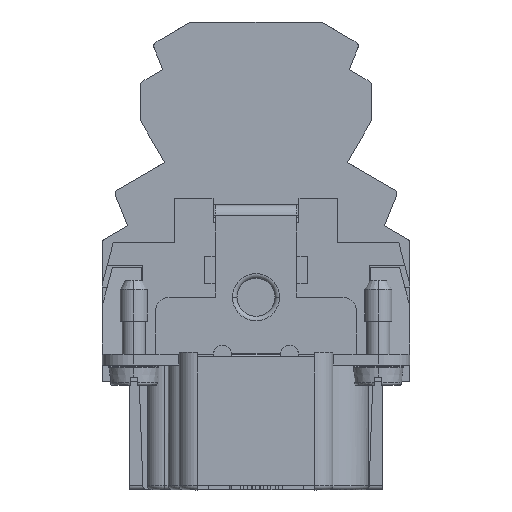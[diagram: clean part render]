
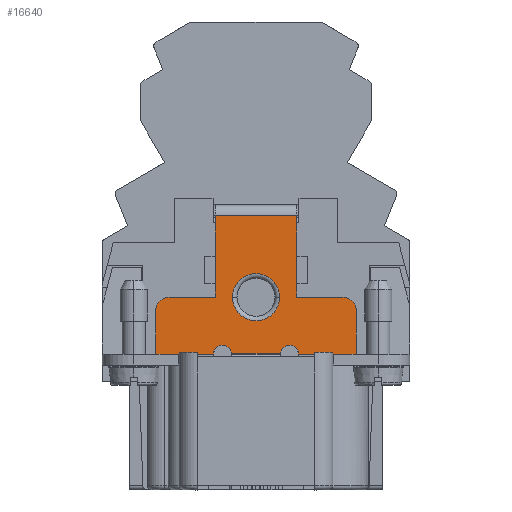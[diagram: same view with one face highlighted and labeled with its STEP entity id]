
A CAD part, left-side view. The second image highlights one B-rep face of the part: STEP entity #16640.
In plain terms, the highlighted planar face has unit normal (-1, 0, 0).
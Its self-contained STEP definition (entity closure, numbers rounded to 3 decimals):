
#120=CARTESIAN_POINT('',(-4.462,34.399,-23.));
#130=VERTEX_POINT('',#120);
#280=CARTESIAN_POINT('',(-4.462,39.499,-23.));
#290=VERTEX_POINT('',#280);
#320=CARTESIAN_POINT('',(-4.462,0.,-23.));
#330=DIRECTION('',(0.,1.,0.));
#340=VECTOR('',#330,1.);
#350=LINE('',#320,#340);
#360=EDGE_CURVE('',#130,#290,#350,.T.);
#4570=CARTESIAN_POINT('',(-4.462,39.299,-16.7));
#4580=VERTEX_POINT('',#4570);
#4610=CARTESIAN_POINT('',(-4.462,40.299,-16.7));
#4620=DIRECTION('',(-1.,0.,0.));
#4630=DIRECTION('',(0.,1.,0.));
#4640=AXIS2_PLACEMENT_3D('',#4610,#4620,#4630);
#4650=CIRCLE('',#4640,1.);
#4660=CARTESIAN_POINT('',(-4.462,41.298,
-16.754));
#4670=VERTEX_POINT('',#4660);
#4680=EDGE_CURVE('',#4670,#4580,#4650,.T.);
#5840=CARTESIAN_POINT('',(-4.462,48.499,-23.));
#5850=VERTEX_POINT('',#5840);
#5880=CARTESIAN_POINT('',(-4.462,48.499,0.));
#5890=DIRECTION('',(0.,0.,1.));
#5900=VECTOR('',#5890,1.);
#5910=LINE('',#5880,#5900);
#5920=CARTESIAN_POINT('',(-4.462,48.499,-24.5));
#5930=VERTEX_POINT('',#5920);
#5940=EDGE_CURVE('',#5930,#5850,#5910,.T.);
#6290=CARTESIAN_POINT('',(-4.462,48.499,0.));
#6300=DIRECTION('',(0.,0.,-1.));
#6310=VECTOR('',#6300,1.);
#6320=LINE('',#6290,#6310);
#6330=CARTESIAN_POINT('',(-4.462,48.499,-27.5));
#6340=VERTEX_POINT('',#6330);
#6350=EDGE_CURVE('',#5930,#6340,#6320,.T.);
#7340=CARTESIAN_POINT('',(-4.462,39.499,0.));
#7350=DIRECTION('',(0.,0.,-1.));
#7360=VECTOR('',#7350,1.);
#7370=LINE('',#7340,#7360);
#7380=CARTESIAN_POINT('',(-4.462,39.499,-24.5));
#7390=VERTEX_POINT('',#7380);
#7400=EDGE_CURVE('',#290,#7390,#7370,.T.);
#8260=CARTESIAN_POINT('',(-4.462,39.499,-27.5));
#8270=VERTEX_POINT('',#8260);
#8300=CARTESIAN_POINT('',(-4.462,39.499,0.));
#8310=DIRECTION('',(0.,0.,-1.));
#8320=VECTOR('',#8310,1.);
#8330=LINE('',#8300,#8320);
#8340=EDGE_CURVE('',#7390,#8270,#8330,.T.);
#8510=CARTESIAN_POINT('',(-4.462,47.699,-16.7));
#8520=DIRECTION('',(-1.,0.,0.));
#8530=DIRECTION('',(0.,1.,0.));
#8540=AXIS2_PLACEMENT_3D('',#8510,#8520,#8530);
#8550=CIRCLE('',#8540,1.);
#8560=CARTESIAN_POINT('',(-4.462,48.699,-16.7));
#8570=VERTEX_POINT('',#8560);
#8580=CARTESIAN_POINT('',(-4.462,46.701,
-16.754));
#8590=VERTEX_POINT('',#8580);
#8600=EDGE_CURVE('',#8570,#8590,#8550,.T.);
#10170=CARTESIAN_POINT('',(-4.462,48.499,-32.));
#10180=VERTEX_POINT('',#10170);
#10210=CARTESIAN_POINT('',(-4.462,0.,-32.));
#10220=DIRECTION('',(0.,1.,0.));
#10230=VECTOR('',#10220,1.);
#10240=LINE('',#10210,#10230);
#10250=CARTESIAN_POINT('',(-4.462,39.499,-32.));
#10260=VERTEX_POINT('',#10250);
#10270=EDGE_CURVE('',#10260,#10180,#10240,.T.);
#13270=EDGE_CURVE('',#8270,#10260,#7370,.T.);
#13490=EDGE_CURVE('',#10180,#6340,#5910,.T.);
#15720=CARTESIAN_POINT('',(-4.462,44.547,
-18.566));
#15730=DIRECTION('',(-1.,0.,0.));
#15740=DIRECTION('',(0.,1.,0.));
#15750=AXIS2_PLACEMENT_3D('',#15720,#15730,#15740);
#15760=PLANE('',#15750);
#15770=CARTESIAN_POINT('',(-4.462,43.999,-23.));
#15780=DIRECTION('',(-1.,0.,0.));
#15790=DIRECTION('',(0.,1.,0.));
#15800=AXIS2_PLACEMENT_3D('',#15770,#15780,#15790);
#15810=CIRCLE('',#15800,2.6);
#15820=CARTESIAN_POINT('',(-4.462,46.599,-23.));
#15830=VERTEX_POINT('',#15820);
#15840=CARTESIAN_POINT('',(-4.462,41.399,-23.));
#15850=VERTEX_POINT('',#15840);
#15860=EDGE_CURVE('',#15830,#15850,#15810,.T.);
#15870=ORIENTED_EDGE('',*,*,#15860,.F.);
#15880=EDGE_CURVE('',#15850,#15830,#15810,.T.);
#15890=ORIENTED_EDGE('',*,*,#15880,.F.);
#15900=EDGE_LOOP('',(#15890,#15870));
#15910=FACE_BOUND('',#15900,.T.);
#15920=CARTESIAN_POINT('',(-4.462,34.399,-21.5));
#15930=DIRECTION('',(1.,0.,0.));
#15940=DIRECTION('',(0.,-1.,0.));
#15950=AXIS2_PLACEMENT_3D('',#15920,#15930,#15940);
#15960=CIRCLE('',#15950,1.5);
#15970=CARTESIAN_POINT('',(-4.462,32.899,-21.5));
#15980=VERTEX_POINT('',#15970);
#15990=EDGE_CURVE('',#15980,#130,#15960,.T.);
#16000=ORIENTED_EDGE('',*,*,#15990,.F.);
#16010=ORIENTED_EDGE('',*,*,#360,.F.);
#16020=ORIENTED_EDGE('',*,*,#7400,.F.);
#16030=ORIENTED_EDGE('',*,*,#8340,.F.);
#16040=ORIENTED_EDGE('',*,*,#13270,.F.);
#16050=ORIENTED_EDGE('',*,*,#10270,.F.);
#16060=ORIENTED_EDGE('',*,*,#13490,.F.);
#16070=ORIENTED_EDGE('',*,*,#6350,.T.);
#16080=ORIENTED_EDGE('',*,*,#5940,.F.);
#16090=CARTESIAN_POINT('',(-4.462,0.,-23.));
#16100=DIRECTION('',(0.,1.,0.));
#16110=VECTOR('',#16100,1.);
#16120=LINE('',#16090,#16110);
#16130=CARTESIAN_POINT('',(-4.462,53.599,-23.));
#16140=VERTEX_POINT('',#16130);
#16150=EDGE_CURVE('',#5850,#16140,#16120,.T.);
#16160=ORIENTED_EDGE('',*,*,#16150,.F.);
#16170=CARTESIAN_POINT('',(-4.462,53.599,-21.5));
#16180=DIRECTION('',(1.,0.,0.));
#16190=DIRECTION('',(0.,-1.,0.));
#16200=AXIS2_PLACEMENT_3D('',#16170,#16180,#16190);
#16210=CIRCLE('',#16200,1.5);
#16220=CARTESIAN_POINT('',(-4.462,55.099,-21.5));
#16230=VERTEX_POINT('',#16220);
#16240=EDGE_CURVE('',#16140,#16230,#16210,.T.);
#16250=ORIENTED_EDGE('',*,*,#16240,.F.);
#16260=CARTESIAN_POINT('',(-4.462,55.099,0.));
#16270=DIRECTION('',(0.,0.,1.));
#16280=VECTOR('',#16270,1.);
#16290=LINE('',#16260,#16280);
#16300=CARTESIAN_POINT('',(-4.462,55.099,-16.7));
#16310=VERTEX_POINT('',#16300);
#16320=EDGE_CURVE('',#16230,#16310,#16290,.T.);
#16330=ORIENTED_EDGE('',*,*,#16320,.F.);
#16340=CARTESIAN_POINT('',(-4.462,0.,-16.7));
#16350=DIRECTION('',(0.,-1.,0.));
#16360=VECTOR('',#16350,1.);
#16370=LINE('',#16340,#16360);
#16380=EDGE_CURVE('',#16310,#8570,#16370,.T.);
#16390=ORIENTED_EDGE('',*,*,#16380,.F.);
#16400=ORIENTED_EDGE('',*,*,#8600,.F.);
#16410=CARTESIAN_POINT('',(-4.462,40.499,
-16.754));
#16420=DIRECTION('',(0.,1.,0.));
#16430=VECTOR('',#16420,1.);
#16440=LINE('',#16410,#16430);
#16450=EDGE_CURVE('',#4670,#8590,#16440,.T.);
#16460=ORIENTED_EDGE('',*,*,#16450,.T.);
#16470=ORIENTED_EDGE('',*,*,#4680,.F.);
#16480=CARTESIAN_POINT('',(-4.462,0.,-16.7));
#16490=DIRECTION('',(0.,-1.,0.));
#16500=VECTOR('',#16490,1.);
#16510=LINE('',#16480,#16500);
#16520=CARTESIAN_POINT('',(-4.462,32.899,-16.7));
#16530=VERTEX_POINT('',#16520);
#16540=EDGE_CURVE('',#4580,#16530,#16510,.T.);
#16550=ORIENTED_EDGE('',*,*,#16540,.F.);
#16560=CARTESIAN_POINT('',(-4.462,32.899,0.));
#16570=DIRECTION('',(0.,0.,-1.));
#16580=VECTOR('',#16570,1.);
#16590=LINE('',#16560,#16580);
#16600=EDGE_CURVE('',#16530,#15980,#16590,.T.);
#16610=ORIENTED_EDGE('',*,*,#16600,.F.);
#16620=EDGE_LOOP('',(#16610,#16550,#16470,#16460,#16400,#16390,#16330,
#16250,#16160,#16080,#16070,#16060,#16050,#16040,#16030,#16020,#16010,
#16000));
#16630=FACE_OUTER_BOUND('',#16620,.T.);
#16640=ADVANCED_FACE('F567',(#15910,#16630),#15760,.T.);
